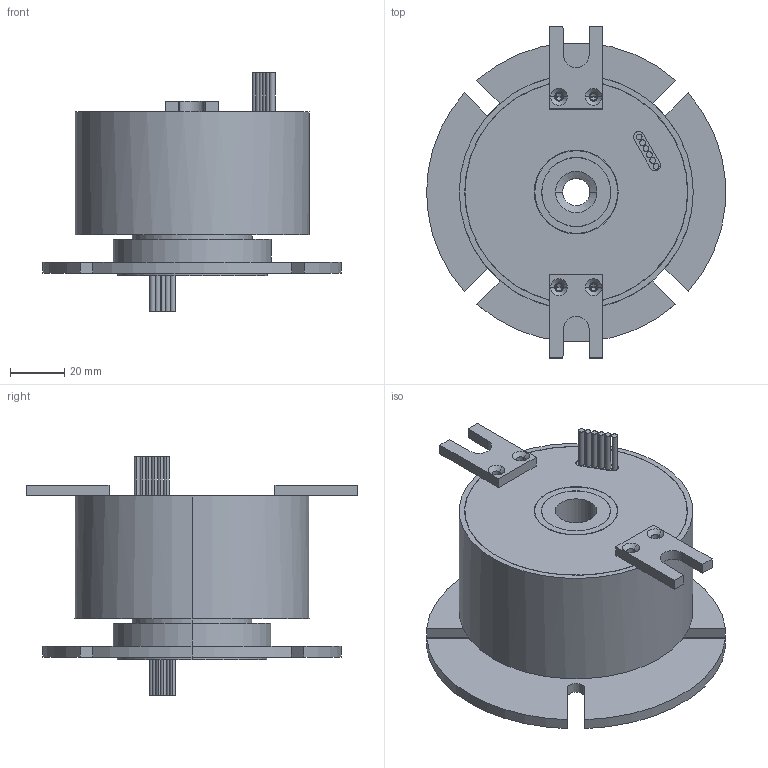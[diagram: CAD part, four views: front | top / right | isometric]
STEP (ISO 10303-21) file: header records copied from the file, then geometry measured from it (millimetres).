
FILE_DESCRIPTION (( 'STEP AP203' ), '1' );
FILE_NAME ('RAPH100-04-S06.STEP', '2020-07-17T06:56:34', ( 'gongcheng1' ), ( '' ), 'SwSTEP 2.0', 'SolidWorks 2014', '' );
FILE_SCHEMA (( 'CONFIG_CONTROL_DESIGN' ));
Length unit declared in the file: millimetre
Products named in the file (1): RAPH100-04-S06
Bounding box: 109.82 x 122 x 87.8 mm (x, y, z)
Volume: 311198.7 mm3; surface area: 55780.3 mm2
Topology: 1 solids, 1 shells, 183 faces, 423 edges, 266 vertices
Faces by surface type: cylinder 97, plane 66, cone 20
Entity records: 5276 total; most frequent: DIRECTION 997, CARTESIAN_POINT 865, ORIENTED_EDGE 830, EDGE_CURVE 415, AXIS2_PLACEMENT_3D 398, VERTEX_POINT 266, EDGE_LOOP 221, CIRCLE 214
